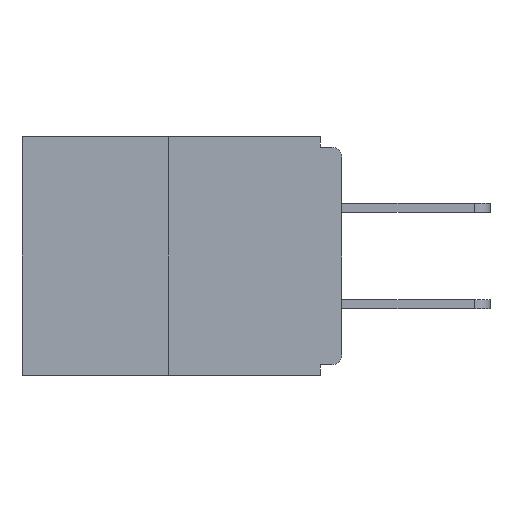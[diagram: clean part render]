
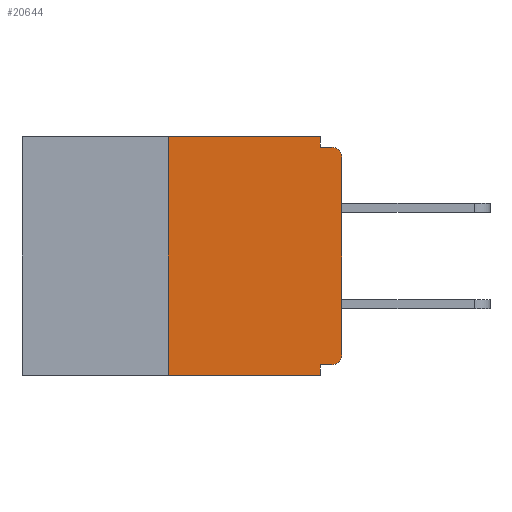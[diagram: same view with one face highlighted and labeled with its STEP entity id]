
A CAD part, left-side view. The second image highlights one B-rep face of the part: STEP entity #20644.
In plain terms, the highlighted planar face has unit normal (-1, 0, 0).
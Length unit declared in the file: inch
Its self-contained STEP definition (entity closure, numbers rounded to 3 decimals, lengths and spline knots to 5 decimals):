
#4 = CARTESIAN_POINT ( 'NONE',  ( 0., 0.25, -0.343 ) ) ;
#220 = CIRCLE ( 'NONE', #6793, 0.015 ) ;
#902 = VERTEX_POINT ( 'NONE', #4 ) ;
#1694 = DIRECTION ( 'NONE',  ( 0., -1., 0. ) ) ;
#2533 = CARTESIAN_POINT ( 'NONE',  ( 0., 0.031, -0.328 ) ) ;
#2613 = ORIENTED_EDGE ( 'NONE', *, *, #15456, .T. ) ;
#4111 = LINE ( 'NONE', #27301, #18743 ) ;
#4304 = VERTEX_POINT ( 'NONE', #11937 ) ;
#4329 = EDGE_CURVE ( 'NONE', #13064, #15389, #12833, .T. ) ;
#4401 = ORIENTED_EDGE ( 'NONE', *, *, #4329, .T. ) ;
#4950 = ORIENTED_EDGE ( 'NONE', *, *, #13309, .F. ) ;
#5744 = DIRECTION ( 'NONE',  ( 0., 0., 1. ) ) ;
#5763 = DIRECTION ( 'NONE',  ( 0., 1., 0. ) ) ;
#5973 = LINE ( 'NONE', #23844, #19919 ) ;
#6189 = CARTESIAN_POINT ( 'NONE',  ( 0., 0.031, -0.343 ) ) ;
#6267 = ORIENTED_EDGE ( 'NONE', *, *, #24588, .F. ) ;
#6293 = CARTESIAN_POINT ( 'NONE',  ( 0., 0., 0. ) ) ;
#6617 = VERTEX_POINT ( 'NONE', #2533 ) ;
#6660 = DIRECTION ( 'NONE',  ( 0., 0., -1. ) ) ;
#6682 = ORIENTED_EDGE ( 'NONE', *, *, #20007, .T. ) ;
#6712 = VECTOR ( 'NONE', #12977, 39.37008 ) ;
#6793 = AXIS2_PLACEMENT_3D ( 'NONE', #16468, #25122, #7804 ) ;
#6936 = ORIENTED_EDGE ( 'NONE', *, *, #10800, .F. ) ;
#7341 = PLANE ( 'NONE',  #27465 ) ;
#7804 = DIRECTION ( 'NONE',  ( 0., 0., -1. ) ) ;
#8475 = LINE ( 'NONE', #25491, #11851 ) ;
#8984 = EDGE_CURVE ( 'NONE', #17409, #12000, #19677, .T. ) ;
#9432 = EDGE_CURVE ( 'NONE', #12000, #10614, #16577, .T. ) ;
#9715 = CARTESIAN_POINT ( 'NONE',  ( 0., 0.46, 0. ) ) ;
#9756 = CARTESIAN_POINT ( 'NONE',  ( 0., 0.46, 0. ) ) ;
#9909 = CARTESIAN_POINT ( 'NONE',  ( 0., 0.031, 0. ) ) ;
#9964 = EDGE_LOOP ( 'NONE', ( #23919, #4950, #2613, #6936, #6267, #6682, #4401, #20402, #14516, #20285 ) ) ;
#10614 = VERTEX_POINT ( 'NONE', #23227 ) ;
#10800 = EDGE_CURVE ( 'NONE', #6617, #14441, #5973, .T. ) ;
#11448 = VECTOR ( 'NONE', #23733, 39.37008 ) ;
#11851 = VECTOR ( 'NONE', #5763, 39.37008 ) ;
#11937 = CARTESIAN_POINT ( 'NONE',  ( 0., 0.015, -0.328 ) ) ;
#12000 = VERTEX_POINT ( 'NONE', #9909 ) ;
#12783 = DIRECTION ( 'NONE',  ( 0., 0., -1. ) ) ;
#12833 = LINE ( 'NONE', #6293, #11448 ) ;
#12977 = DIRECTION ( 'NONE',  ( 0., 0., -1. ) ) ;
#13064 = VERTEX_POINT ( 'NONE', #13395 ) ;
#13138 = DIRECTION ( 'NONE',  ( -1., 0., 0. ) ) ;
#13215 = AXIS2_PLACEMENT_3D ( 'NONE', #26202, #13138, #6660 ) ;
#13309 = EDGE_CURVE ( 'NONE', #902, #17409, #4111, .T. ) ;
#13395 = CARTESIAN_POINT ( 'NONE',  ( 0., 0., -0.313 ) ) ;
#13883 = DIRECTION ( 'NONE',  ( 1., 0., 0. ) ) ;
#14441 = VERTEX_POINT ( 'NONE', #6189 ) ;
#14516 = ORIENTED_EDGE ( 'NONE', *, *, #16510, .F. ) ;
#15389 = VERTEX_POINT ( 'NONE', #25734 ) ;
#15456 = EDGE_CURVE ( 'NONE', #902, #14441, #23552, .T. ) ;
#15929 = VERTEX_POINT ( 'NONE', #21044 ) ;
#15932 = DIRECTION ( 'NONE',  ( 0., -1., 0. ) ) ;
#16088 = DIRECTION ( 'NONE',  ( 0., 0., -1. ) ) ;
#16468 = CARTESIAN_POINT ( 'NONE',  ( 0., 0.015, -0.03 ) ) ;
#16510 = EDGE_CURVE ( 'NONE', #10614, #15929, #17704, .T. ) ;
#16577 = LINE ( 'NONE', #21777, #6712 ) ;
#17389 = CARTESIAN_POINT ( 'NONE',  ( 0., 0., -0.015 ) ) ;
#17409 = VERTEX_POINT ( 'NONE', #22674 ) ;
#17704 = LINE ( 'NONE', #17389, #25892 ) ;
#17824 = EDGE_CURVE ( 'NONE', #15389, #15929, #220, .T. ) ;
#17843 = CIRCLE ( 'NONE', #13215, 0.015 ) ;
#18743 = VECTOR ( 'NONE', #5744, 39.37008 ) ;
#19677 = LINE ( 'NONE', #9756, #23783 ) ;
#19919 = VECTOR ( 'NONE', #12783, 39.37008 ) ;
#20007 = EDGE_CURVE ( 'NONE', #4304, #13064, #17843, .T. ) ;
#20285 = ORIENTED_EDGE ( 'NONE', *, *, #9432, .F. ) ;
#20402 = ORIENTED_EDGE ( 'NONE', *, *, #17824, .T. ) ;
#20644 = ADVANCED_FACE ( 'NONE', ( #23263 ), #7341, .F. ) ;
#21044 = CARTESIAN_POINT ( 'NONE',  ( 0., 0.015, -0.015 ) ) ;
#21777 = CARTESIAN_POINT ( 'NONE',  ( 0., 0.031, 0. ) ) ;
#22195 = VECTOR ( 'NONE', #1694, 39.37008 ) ;
#22674 = CARTESIAN_POINT ( 'NONE',  ( 0., 0.25, 0. ) ) ;
#23227 = CARTESIAN_POINT ( 'NONE',  ( 0., 0.031, -0.015 ) ) ;
#23263 = FACE_OUTER_BOUND ( 'NONE', #9964, .T. ) ;
#23552 = LINE ( 'NONE', #27835, #22195 ) ;
#23672 = DIRECTION ( 'NONE',  ( 0., -1., 0. ) ) ;
#23733 = DIRECTION ( 'NONE',  ( 0., 0., 1. ) ) ;
#23783 = VECTOR ( 'NONE', #15932, 39.37008 ) ;
#23844 = CARTESIAN_POINT ( 'NONE',  ( 0., 0.031, -0.343 ) ) ;
#23919 = ORIENTED_EDGE ( 'NONE', *, *, #8984, .F. ) ;
#24588 = EDGE_CURVE ( 'NONE', #4304, #6617, #8475, .T. ) ;
#25122 = DIRECTION ( 'NONE',  ( -1., 0., 0. ) ) ;
#25491 = CARTESIAN_POINT ( 'NONE',  ( 0., 0., -0.328 ) ) ;
#25734 = CARTESIAN_POINT ( 'NONE',  ( 0., 0., -0.03 ) ) ;
#25892 = VECTOR ( 'NONE', #23672, 39.37008 ) ;
#26202 = CARTESIAN_POINT ( 'NONE',  ( 0., 0.015, -0.313 ) ) ;
#27301 = CARTESIAN_POINT ( 'NONE',  ( 0., 0.25, 0. ) ) ;
#27465 = AXIS2_PLACEMENT_3D ( 'NONE', #9715, #13883, #16088 ) ;
#27835 = CARTESIAN_POINT ( 'NONE',  ( 0., 0.46, -0.343 ) ) ;
